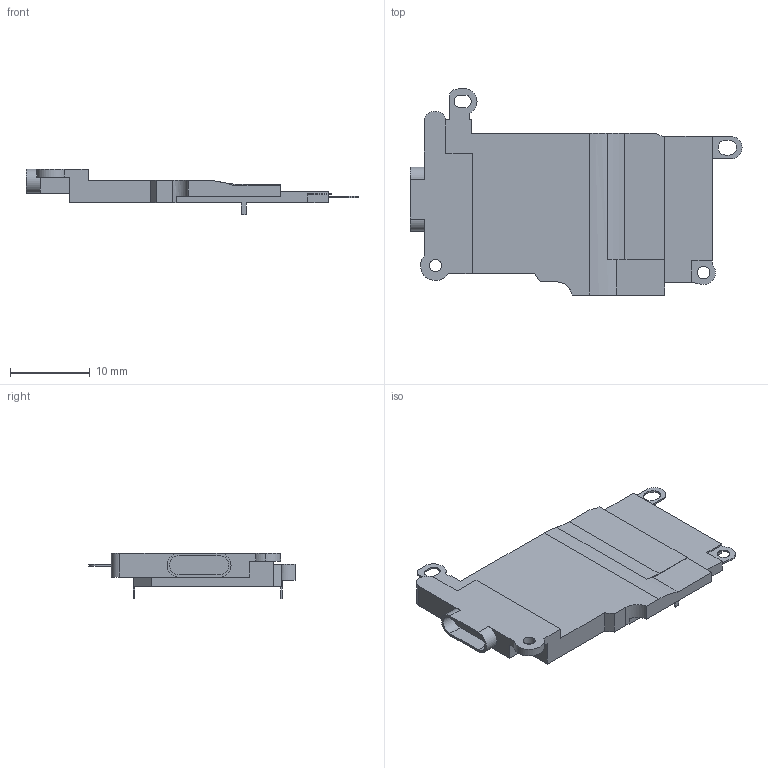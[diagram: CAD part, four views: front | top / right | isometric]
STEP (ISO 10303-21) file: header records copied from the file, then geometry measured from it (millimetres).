
FILE_DESCRIPTION (( 'STEP AP214' ), '1' );
FILE_NAME ('BuzzerIPhone8.STEP', '2024-11-15T17:36:35', ( '' ), ( '' ), 'SwSTEP 2.0', 'SolidWorks 2022', '' );
FILE_SCHEMA (( 'AUTOMOTIVE_DESIGN' ));
Length unit declared in the file: millimetre
Products named in the file (1): BuzzerIPhone8
Bounding box: 41.6 x 25.82 x 5.7 mm (x, y, z)
Volume: 1716.4 mm3; surface area: 1832.6 mm2
Topology: 1 solids, 1 shells, 86 faces, 242 edges, 160 vertices
Faces by surface type: plane 61, cylinder 25
Entity records: 3212 total; most frequent: CARTESIAN_POINT 489, ORIENTED_EDGE 484, DIRECTION 468, EDGE_CURVE 242, VECTOR 190, LINE 190, VERTEX_POINT 160, AXIS2_PLACEMENT_3D 139
